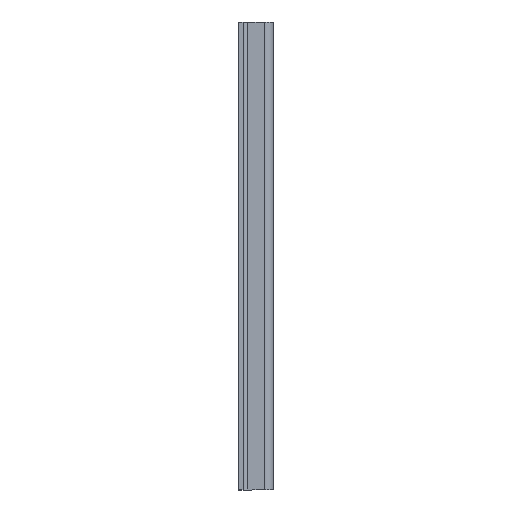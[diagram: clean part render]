
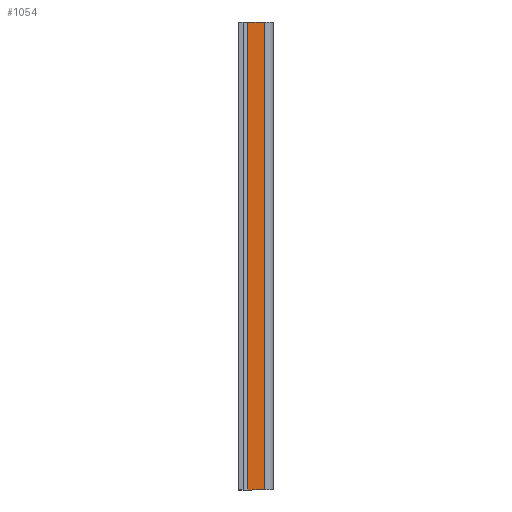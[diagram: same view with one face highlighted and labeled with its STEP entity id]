
A CAD part, left-side view. The second image highlights one B-rep face of the part: STEP entity #1054.
In plain terms, the highlighted planar face has unit normal (-1, 0, 0).
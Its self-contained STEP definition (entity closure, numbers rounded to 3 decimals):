
#59 = DIRECTION ( 'NONE',  ( 0., 0., 1. ) ) ;
#61 = VERTEX_POINT ( 'NONE', #423 ) ;
#111 = EDGE_CURVE ( '������25', #704, #1233, #646, .T. ) ;
#137 = CARTESIAN_POINT ( 'NONE',  ( -13.5, 2., -50. ) ) ;
#186 = CARTESIAN_POINT ( 'NONE',  ( -13.5, 2., 50. ) ) ;
#217 = LINE ( 'NONE', #1464, #408 ) ;
#321 = VERTEX_POINT ( 'NONE', #721 ) ;
#408 = VECTOR ( 'NONE', #765, 1000. ) ;
#409 = ORIENTED_EDGE ( 'NONE', *, *, #111, .T. ) ;
#423 = CARTESIAN_POINT ( 'NONE',  ( -13.5, 5.5, 50. ) ) ;
#428 = EDGE_LOOP ( 'NONE', ( #1334, #978, #1389, #409 ) ) ;
#436 = DIRECTION ( 'NONE',  ( 0., 0., -1. ) ) ;
#491 = PLANE ( 'NONE',  #649 ) ;
#498 = EDGE_CURVE ( '������35', #704, #321, #528, .T. ) ;
#513 = DIRECTION ( 'NONE',  ( 0., 1., 0. ) ) ;
#528 = LINE ( 'NONE', #873, #974 ) ;
#566 = EDGE_CURVE ( '������26', #61, #321, #655, .T. ) ;
#646 = LINE ( 'NONE', #1320, #1246 ) ;
#649 = AXIS2_PLACEMENT_3D ( 'NONE', #830, #1401, #711 ) ;
#655 = LINE ( 'NONE', #1468, #710 ) ;
#704 = VERTEX_POINT ( 'NONE', #137 ) ;
#710 = VECTOR ( 'NONE', #436, 1000. ) ;
#711 = DIRECTION ( 'NONE',  ( 0., 0., -1. ) ) ;
#721 = CARTESIAN_POINT ( 'NONE',  ( -13.5, 5.5, -50. ) ) ;
#765 = DIRECTION ( 'NONE',  ( 0., -1., 0. ) ) ;
#830 = CARTESIAN_POINT ( 'NONE',  ( -13.5, 0., 50. ) ) ;
#873 = CARTESIAN_POINT ( 'NONE',  ( -13.5, 1., -50. ) ) ;
#974 = VECTOR ( 'NONE', #513, 1000. ) ;
#978 = ORIENTED_EDGE ( 'NONE', *, *, #566, .T. ) ;
#1054 = ADVANCED_FACE ( '�����14', ( #1268 ), #491, .F. ) ;
#1233 = VERTEX_POINT ( 'NONE', #186 ) ;
#1246 = VECTOR ( 'NONE', #59, 1000. ) ;
#1268 = FACE_OUTER_BOUND ( 'NONE', #428, .T. ) ;
#1320 = CARTESIAN_POINT ( 'NONE',  ( -13.5, 2., -50. ) ) ;
#1334 = ORIENTED_EDGE ( 'NONE', *, *, #1390, .F. ) ;
#1389 = ORIENTED_EDGE ( 'NONE', *, *, #498, .F. ) ;
#1390 = EDGE_CURVE ( '������41', #61, #1233, #217, .T. ) ;
#1401 = DIRECTION ( 'NONE',  ( 1., 0., 0. ) ) ;
#1464 = CARTESIAN_POINT ( 'NONE',  ( -13.5, 0., 50. ) ) ;
#1468 = CARTESIAN_POINT ( 'NONE',  ( -13.5, 5.5, 50. ) ) ;
